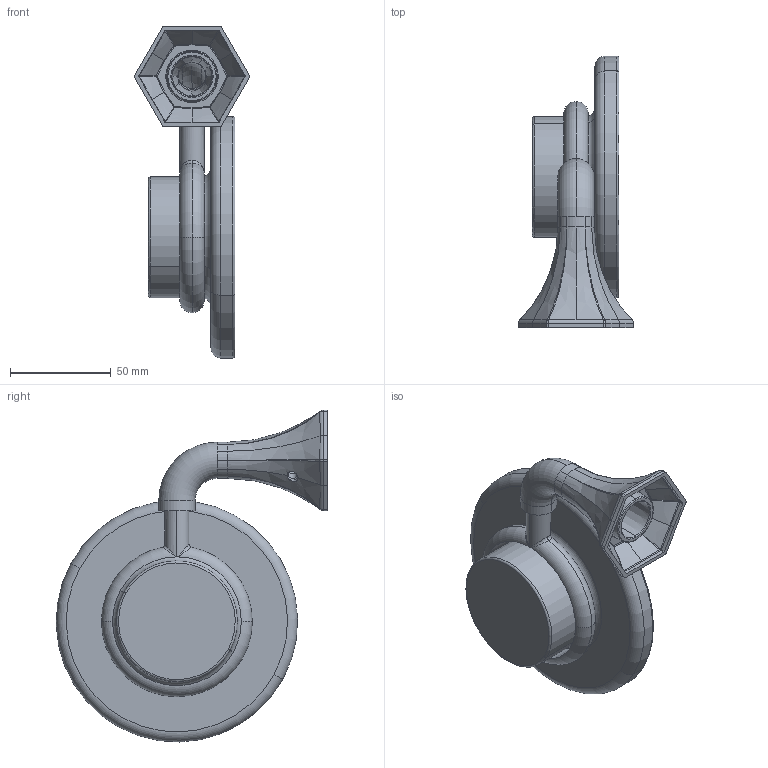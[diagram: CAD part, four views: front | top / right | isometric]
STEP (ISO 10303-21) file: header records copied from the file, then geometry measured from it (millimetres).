
FILE_DESCRIPTION(('CATIA V5 STEP Exchange'),'2;1');
FILE_NAME('CE09060 Porta Sapone a muro.stp','2019-02-22T07:58:02+00:00',('none'),('none'),'Version 5-6 Release 2013','CATIA V5 STEP AP203','none');
FILE_SCHEMA(('CONFIG_CONTROL_DESIGN'));
Length unit declared in the file: millimetre
Products named in the file (1): Product1_AllCATPart
Bounding box: 57.43 x 134.98 x 164.98 mm (x, y, z)
Volume: 256647.4 mm3; surface area: 53865.8 mm2
Topology: 2 solids, 3 shells, 255 faces, 590 edges, 317 vertices
Faces by surface type: bspline 122, cylinder 59, plane 28, torus 26, sphere 12, cone 8
Entity records: 17850 total; most frequent: CARTESIAN_POINT 13368, ORIENTED_EDGE 1128, EDGE_CURVE 564, DIRECTION 479, B_SPLINE_CURVE_WITH_KNOTS 323, VERTEX_POINT 317, EDGE_LOOP 261, AXIS2_PLACEMENT_3D 255
